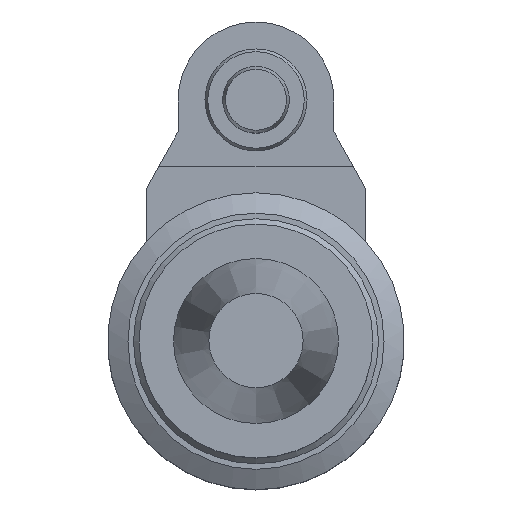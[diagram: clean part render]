
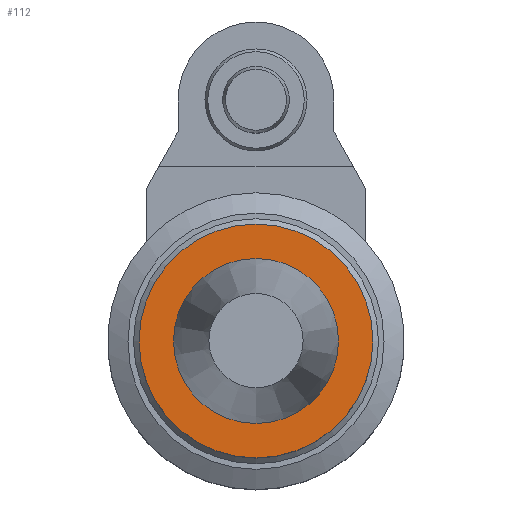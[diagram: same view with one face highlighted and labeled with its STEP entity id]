
A CAD part, top view. The second image highlights one B-rep face of the part: STEP entity #112.
In plain terms, the highlighted planar face has unit normal (0, 0, 1).
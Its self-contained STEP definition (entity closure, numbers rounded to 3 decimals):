
#112=ADVANCED_FACE('',(#233,#234),#235,.T.);
#233=FACE_BOUND('',#377,.T.);
#234=FACE_OUTER_BOUND('',#378,.T.);
#235=PLANE('',#379);
#377=EDGE_LOOP('',(#623));
#378=EDGE_LOOP('',(#624));
#379=AXIS2_PLACEMENT_3D('',#625,#626,#627);
#623=ORIENTED_EDGE('',*,*,#775,.F.);
#624=ORIENTED_EDGE('',*,*,#774,.T.);
#625=CARTESIAN_POINT('',(0.,-26.862,-1.));
#626=DIRECTION('',(0.,0.,1.0));
#627=DIRECTION('',(0.,-1.0,0.));
#774=EDGE_CURVE('',#892,#892,#893,.T.);
#775=EDGE_CURVE('',#894,#894,#895,.T.);
#892=VERTEX_POINT('',#1042);
#893=CIRCLE('',#1043,31.5);
#894=VERTEX_POINT('',#1044);
#895=CIRCLE('',#1045,22.225);
#1042=CARTESIAN_POINT('',(0.,-31.5,-1.));
#1043=AXIS2_PLACEMENT_3D('',#1211,#1212,#1213);
#1044=CARTESIAN_POINT('',(0.,-22.225,-1.));
#1045=AXIS2_PLACEMENT_3D('',#1214,#1215,#1216);
#1211=CARTESIAN_POINT('',(0.,0.,-1.0));
#1212=DIRECTION('',(0.,0.,1.0));
#1213=DIRECTION('',(0.,-1.0,0.));
#1214=CARTESIAN_POINT('',(0.,0.,-1.0));
#1215=DIRECTION('',(0.,0.,1.0));
#1216=DIRECTION('',(0.,-1.0,0.));
